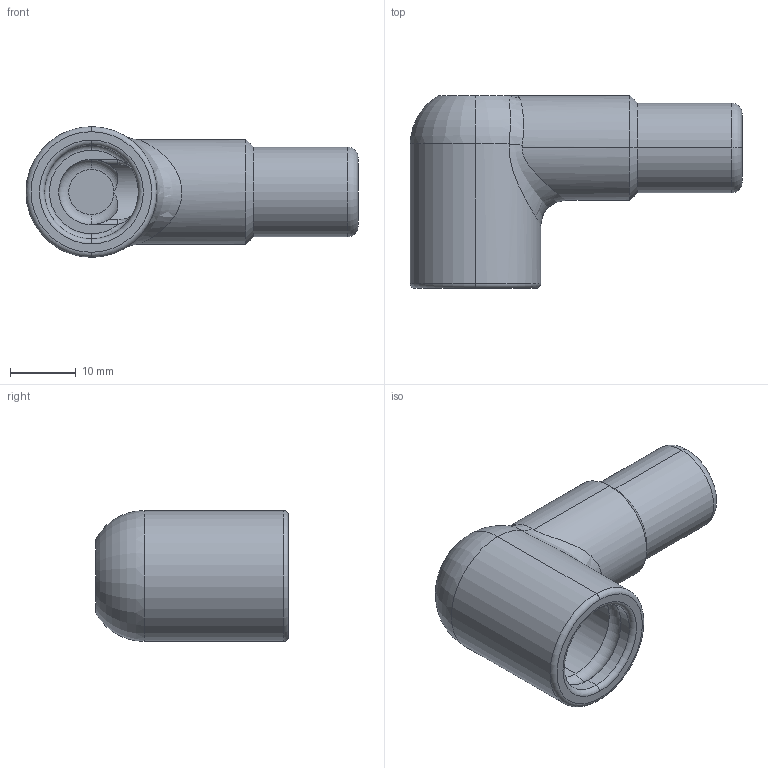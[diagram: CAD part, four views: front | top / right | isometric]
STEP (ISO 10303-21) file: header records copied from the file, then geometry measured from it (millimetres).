
FILE_DESCRIPTION (( 'STEP AP203' ), '1' );
FILE_NAME ('AB57.STEP', '2019-10-30T16:39:58', ( 'tempuser' ), ( 'Microsoft' ), 'SwSTEP 2.0', 'SolidWorks 2019', '' );
FILE_SCHEMA (( 'CONFIG_CONTROL_DESIGN' ));
Length unit declared in the file: inch
Products named in the file (1): AB57
Bounding box: 50.32 x 29.21 x 19.81 mm (x, y, z)
Volume: 8124.2 mm3; surface area: 5561.6 mm2
Topology: 1 solids, 1 shells, 56 faces, 126 edges, 70 vertices
Faces by surface type: cylinder 22, torus 17, bspline 8, plane 5, cone 4
Entity records: 2623 total; most frequent: CARTESIAN_POINT 1348, DIRECTION 265, ORIENTED_EDGE 248, EDGE_CURVE 124, AXIS2_PLACEMENT_3D 119, VERTEX_POINT 70, CIRCLE 70, EDGE_LOOP 58
